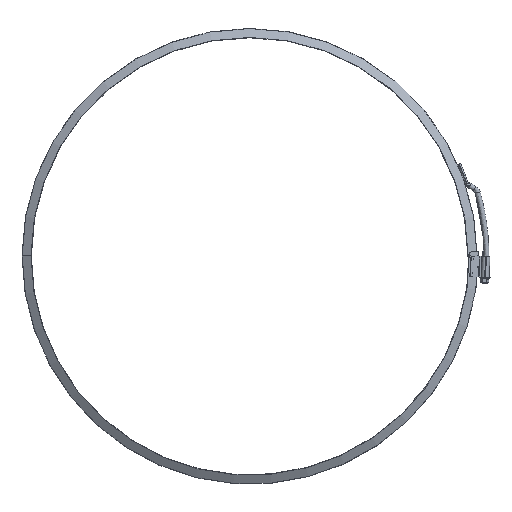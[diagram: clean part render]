
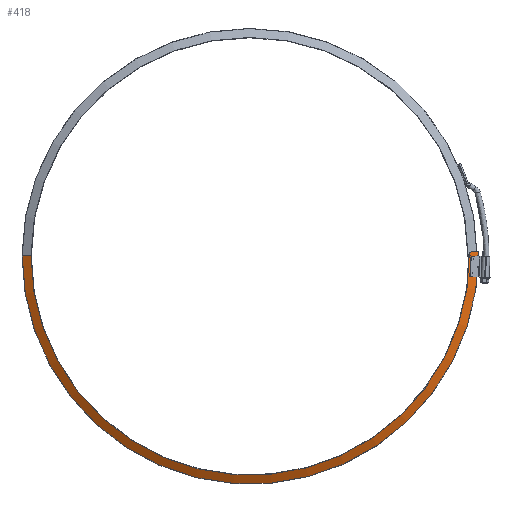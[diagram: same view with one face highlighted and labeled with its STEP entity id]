
A CAD part, top view. The second image highlights one B-rep face of the part: STEP entity #418.
In plain terms, the highlighted conical face has half-angle 60 degrees and reference radius 532.15 mm.
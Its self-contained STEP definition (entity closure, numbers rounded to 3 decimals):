
#418=ADVANCED_FACE('',(#623),#585,.T.);
#585=CONICAL_SURFACE('',#2672,532.15,60.);
#623=FACE_OUTER_BOUND('',#764,.T.);
#764=EDGE_LOOP('',(#991,#992,#993,#994));
#991=ORIENTED_EDGE('',*,*,#1939,.T.);
#992=ORIENTED_EDGE('',*,*,#1940,.T.);
#993=ORIENTED_EDGE('',*,*,#1941,.F.);
#994=ORIENTED_EDGE('',*,*,#1937,.F.);
#1699=VERTEX_POINT('',#3688);
#1700=VERTEX_POINT('',#3690);
#1701=VERTEX_POINT('',#3694);
#1702=VERTEX_POINT('',#3696);
#1937=EDGE_CURVE('',#1699,#1700,#2512,.T.);
#1939=EDGE_CURVE('',#1699,#1701,#2288,.T.);
#1940=EDGE_CURVE('',#1701,#1702,#2513,.T.);
#1941=EDGE_CURVE('',#1700,#1702,#2289,.T.);
#2288=LINE('',#3693,#2398);
#2289=LINE('',#3697,#2399);
#2398=VECTOR('',#2995,1.);
#2399=VECTOR('',#2998,1.);
#2512=CIRCLE('',#2669,532.15);
#2513=CIRCLE('',#2671,552.75);
#2669=AXIS2_PLACEMENT_3D('',#3689,#2990,#2991);
#2671=AXIS2_PLACEMENT_3D('',#3695,#2996,#2997);
#2672=AXIS2_PLACEMENT_3D('',#3698,#2999,#3000);
#2990=DIRECTION('',(0.,0.,1.));
#2991=DIRECTION('',(1.,0.,0.));
#2995=DIRECTION('',(-0.866,0.,-0.5));
#2996=DIRECTION('',(0.,0.,1.));
#2997=DIRECTION('',(1.,0.,0.));
#2998=DIRECTION('',(0.866,0.016,-0.5));
#2999=DIRECTION('',(0.,0.,-1.));
#3000=DIRECTION('',(-1.,0.,0.));
#3688=CARTESIAN_POINT('',(-530.65,0.,18.681));
#3689=CARTESIAN_POINT('',(1.5,0.,18.681));
#3690=CARTESIAN_POINT('',(533.563,9.606,18.681));
#3693=CARTESIAN_POINT('',(-530.65,0.,18.681));
#3694=CARTESIAN_POINT('',(-551.25,0.,6.788));
#3695=CARTESIAN_POINT('',(1.5,0.,6.788));
#3696=CARTESIAN_POINT('',(554.16,9.977,6.788));
#3697=CARTESIAN_POINT('',(533.563,9.606,18.681));
#3698=CARTESIAN_POINT('',(1.5,0.,18.681));
